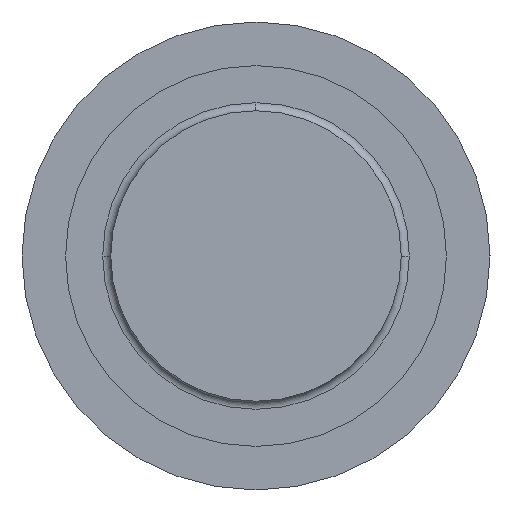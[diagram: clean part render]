
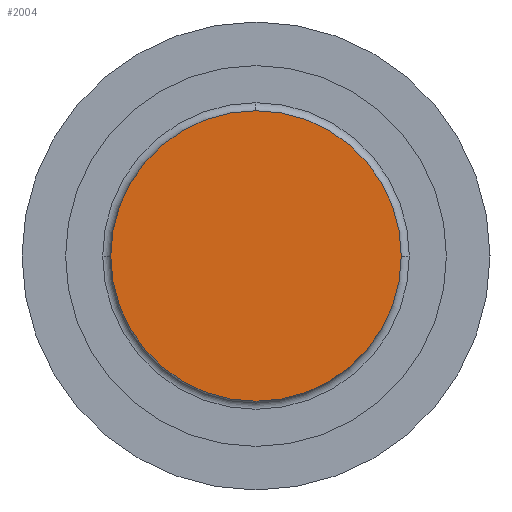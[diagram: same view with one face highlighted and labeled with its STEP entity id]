
A CAD part, left-side view. The second image highlights one B-rep face of the part: STEP entity #2004.
In plain terms, the highlighted planar face has unit normal (-1, 0, 0).
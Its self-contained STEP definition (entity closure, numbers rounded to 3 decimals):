
#96 = VERTEX_POINT ( 'NONE', #142 ) ;
#142 = CARTESIAN_POINT ( 'NONE',  ( -50., 45., 0. ) ) ;
#204 = DIRECTION ( 'NONE',  ( -1., 0., 0. ) ) ;
#281 = PLANE ( 'NONE',  #327 ) ;
#327 = AXIS2_PLACEMENT_3D ( 'NONE', #1373, #685, #1049 ) ;
#405 = CARTESIAN_POINT ( 'NONE',  ( -50., 0., 0. ) ) ;
#432 = AXIS2_PLACEMENT_3D ( 'NONE', #405, #781, #1314 ) ;
#584 = AXIS2_PLACEMENT_3D ( 'NONE', #1863, #204, #1166 ) ;
#685 = DIRECTION ( 'NONE',  ( 1., 0., 0. ) ) ;
#781 = DIRECTION ( 'NONE',  ( -1., 0., 0. ) ) ;
#784 = CIRCLE ( 'NONE', #584, 45. ) ;
#1049 = DIRECTION ( 'NONE',  ( 0., 1., 0. ) ) ;
#1163 = ORIENTED_EDGE ( 'NONE', *, *, #2287, .T. ) ;
#1166 = DIRECTION ( 'NONE',  ( 0., 0., -1. ) ) ;
#1310 = EDGE_CURVE ( 'NONE', #96, #2224, #1633, .T. ) ;
#1314 = DIRECTION ( 'NONE',  ( 0., 0., -1. ) ) ;
#1373 = CARTESIAN_POINT ( 'NONE',  ( -50., 0., 0. ) ) ;
#1633 = CIRCLE ( 'NONE', #432, 45. ) ;
#1851 = CARTESIAN_POINT ( 'NONE',  ( -50., -45., 0. ) ) ;
#1863 = CARTESIAN_POINT ( 'NONE',  ( -50., 0., 0. ) ) ;
#1968 = EDGE_LOOP ( 'NONE', ( #2201, #1163 ) ) ;
#2004 = ADVANCED_FACE ( 'NONE', ( #2149 ), #281, .F. ) ;
#2149 = FACE_OUTER_BOUND ( 'NONE', #1968, .T. ) ;
#2201 = ORIENTED_EDGE ( 'NONE', *, *, #1310, .T. ) ;
#2224 = VERTEX_POINT ( 'NONE', #1851 ) ;
#2287 = EDGE_CURVE ( 'NONE', #2224, #96, #784, .T. ) ;
